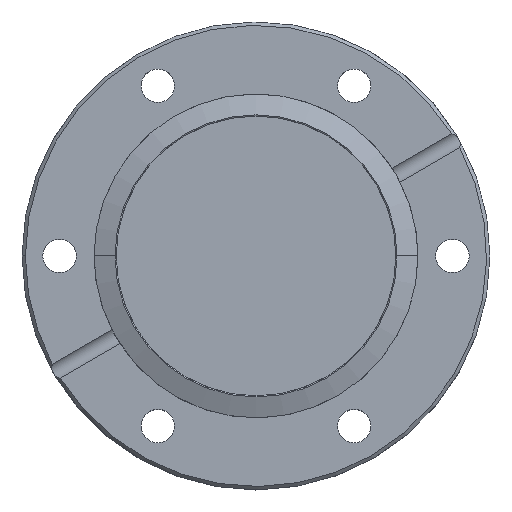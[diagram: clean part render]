
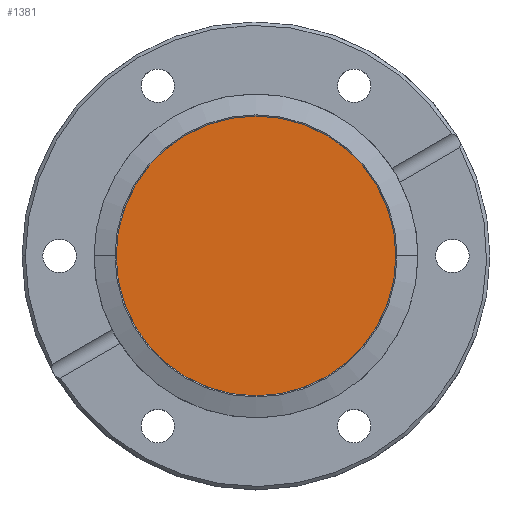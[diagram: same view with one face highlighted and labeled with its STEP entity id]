
A CAD part, top view. The second image highlights one B-rep face of the part: STEP entity #1381.
In plain terms, the highlighted planar face has unit normal (0, 0, 1).
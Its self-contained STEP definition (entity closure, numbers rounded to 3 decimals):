
#7 = AXIS2_PLACEMENT_3D ( 'NONE', #56, #173, #954 ) ;
#56 = CARTESIAN_POINT ( 'NONE',  ( 0., 0., -1.2 ) ) ;
#99 = CARTESIAN_POINT ( 'NONE',  ( 20.898, 0., -1.2 ) ) ;
#173 = DIRECTION ( 'NONE',  ( 0., 0., 1. ) ) ;
#178 = VERTEX_POINT ( 'NONE', #332 ) ;
#248 = CARTESIAN_POINT ( 'NONE',  ( 0., 0., -1.2 ) ) ;
#332 = CARTESIAN_POINT ( 'NONE',  ( -20.898, 0., -1.2 ) ) ;
#372 = DIRECTION ( 'NONE',  ( 1., 0., 0. ) ) ;
#400 = PLANE ( 'NONE',  #7 ) ;
#544 = DIRECTION ( 'NONE',  ( 0., 0., 1. ) ) ;
#764 = CIRCLE ( 'NONE', #772, 20.898 ) ;
#772 = AXIS2_PLACEMENT_3D ( 'NONE', #1208, #544, #1327 ) ;
#849 = ORIENTED_EDGE ( 'NONE', *, *, #1189, .T. ) ;
#954 = DIRECTION ( 'NONE',  ( 1., 0., 0. ) ) ;
#958 = EDGE_CURVE ( 'NONE', #1041, #178, #764, .T. ) ;
#1038 = DIRECTION ( 'NONE',  ( 0., 0., 1. ) ) ;
#1041 = VERTEX_POINT ( 'NONE', #99 ) ;
#1077 = FACE_OUTER_BOUND ( 'NONE', #1328, .T. ) ;
#1189 = EDGE_CURVE ( 'NONE', #178, #1041, #1431, .T. ) ;
#1208 = CARTESIAN_POINT ( 'NONE',  ( 0., 0., -1.2 ) ) ;
#1258 = ORIENTED_EDGE ( 'NONE', *, *, #958, .T. ) ;
#1274 = AXIS2_PLACEMENT_3D ( 'NONE', #248, #1038, #372 ) ;
#1327 = DIRECTION ( 'NONE',  ( 1., 0., 0. ) ) ;
#1328 = EDGE_LOOP ( 'NONE', ( #1258, #849 ) ) ;
#1381 = ADVANCED_FACE ( 'NONE', ( #1077 ), #400, .T. ) ;
#1431 = CIRCLE ( 'NONE', #1274, 20.898 ) ;
